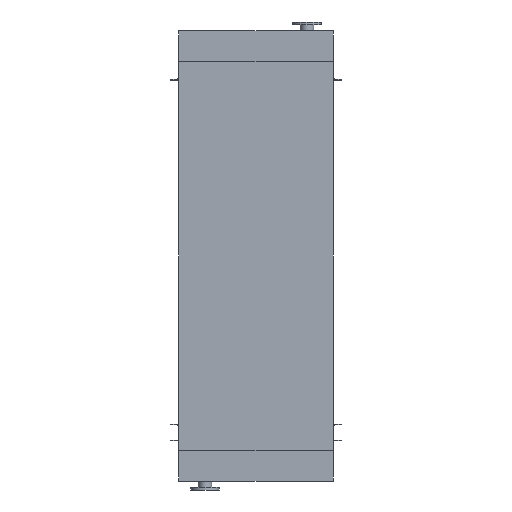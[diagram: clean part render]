
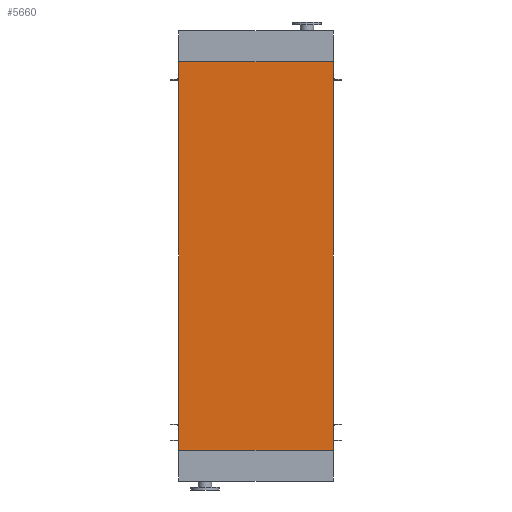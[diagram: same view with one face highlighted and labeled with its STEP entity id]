
A CAD part, front view. The second image highlights one B-rep face of the part: STEP entity #5660.
In plain terms, the highlighted planar face has unit normal (0, -1, 0).
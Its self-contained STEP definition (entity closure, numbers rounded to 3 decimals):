
#63 = FACE_OUTER_BOUND ( 'NONE', #1097, .T. ) ;
#141 = LINE ( 'NONE', #13661, #12371 ) ;
#1036 = ORIENTED_EDGE ( 'NONE', *, *, #15209, .F. ) ;
#1097 = EDGE_LOOP ( 'NONE', ( #6366, #1036, #13979, #13604 ) ) ;
#1185 = CARTESIAN_POINT ( 'NONE',  ( -605., 0., -3050. ) ) ;
#2145 = VERTEX_POINT ( 'NONE', #10986 ) ;
#2303 = DIRECTION ( 'NONE',  ( 0., -1., 0. ) ) ;
#2816 = AXIS2_PLACEMENT_3D ( 'NONE', #16304, #2303, #6296 ) ;
#2956 = DIRECTION ( 'NONE',  ( 1., 0., 0. ) ) ;
#4214 = LINE ( 'NONE', #13153, #15002 ) ;
#4297 = CARTESIAN_POINT ( 'NONE',  ( 605., 0., 0. ) ) ;
#5209 = LINE ( 'NONE', #15124, #6244 ) ;
#5215 = DIRECTION ( 'NONE',  ( 1., 0., 0. ) ) ;
#5660 = ADVANCED_FACE ( 'NONE', ( #63 ), #9933, .T. ) ;
#5750 = EDGE_CURVE ( 'NONE', #2145, #5935, #141, .T. ) ;
#5935 = VERTEX_POINT ( 'NONE', #4297 ) ;
#5960 = VECTOR ( 'NONE', #8758, 1000. ) ;
#6244 = VECTOR ( 'NONE', #10098, 1000. ) ;
#6296 = DIRECTION ( 'NONE',  ( 0., 0., -1. ) ) ;
#6366 = ORIENTED_EDGE ( 'NONE', *, *, #5750, .F. ) ;
#6669 = EDGE_CURVE ( 'NONE', #12192, #9279, #4214, .T. ) ;
#8758 = DIRECTION ( 'NONE',  ( 0., 0., 1. ) ) ;
#9279 = VERTEX_POINT ( 'NONE', #16334 ) ;
#9933 = PLANE ( 'NONE',  #2816 ) ;
#10098 = DIRECTION ( 'NONE',  ( 0., 0., 1. ) ) ;
#10986 = CARTESIAN_POINT ( 'NONE',  ( -605., 0., 0. ) ) ;
#11480 = LINE ( 'NONE', #16359, #5960 ) ;
#12192 = VERTEX_POINT ( 'NONE', #1185 ) ;
#12371 = VECTOR ( 'NONE', #5215, 1000. ) ;
#13153 = CARTESIAN_POINT ( 'NONE',  ( -605., 0., -3050. ) ) ;
#13549 = EDGE_CURVE ( 'NONE', #9279, #5935, #11480, .T. ) ;
#13604 = ORIENTED_EDGE ( 'NONE', *, *, #13549, .T. ) ;
#13661 = CARTESIAN_POINT ( 'NONE',  ( -605., 0., 0. ) ) ;
#13979 = ORIENTED_EDGE ( 'NONE', *, *, #6669, .T. ) ;
#15002 = VECTOR ( 'NONE', #2956, 1000. ) ;
#15124 = CARTESIAN_POINT ( 'NONE',  ( -605., 0., -3050. ) ) ;
#15209 = EDGE_CURVE ( 'NONE', #12192, #2145, #5209, .T. ) ;
#16304 = CARTESIAN_POINT ( 'NONE',  ( -605., 0., -3050. ) ) ;
#16334 = CARTESIAN_POINT ( 'NONE',  ( 605., 0., -3050. ) ) ;
#16359 = CARTESIAN_POINT ( 'NONE',  ( 605., 0., -3050. ) ) ;
